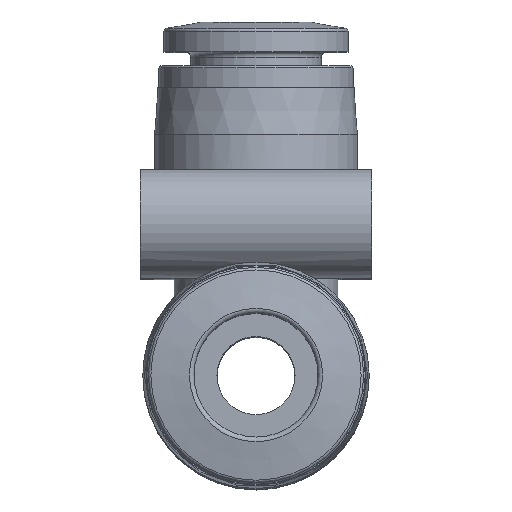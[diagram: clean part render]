
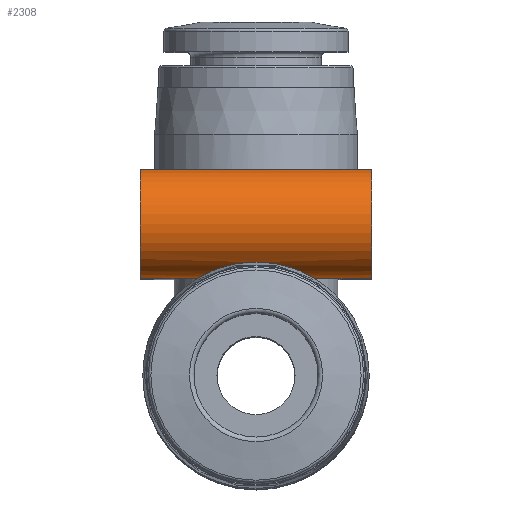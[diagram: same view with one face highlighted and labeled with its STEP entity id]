
A CAD part, top view. The second image highlights one B-rep face of the part: STEP entity #2308.
In plain terms, the highlighted cylindrical face has radius 3.5 mm (diameter 7 mm), a full revolution.
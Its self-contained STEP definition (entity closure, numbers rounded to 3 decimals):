
#129=B_SPLINE_CURVE_WITH_KNOTS('',3,(#3054,#3055,#3056,#3057),
 .UNSPECIFIED.,.F.,.F.,(4,4),(0.,0.003),
 .UNSPECIFIED.);
#132=B_SPLINE_CURVE_WITH_KNOTS('',3,(#3074,#3075,#3076,#3077,#3078,#3079,
#3080,#3081,#3082,#3083,#3084),.UNSPECIFIED.,.F.,.F.,(4,1,1,1,1,1,1,1,4),
(0.004,0.006,0.008,0.009,
0.011,0.012,0.014,0.016,
0.017),.UNSPECIFIED.);
#133=B_SPLINE_CURVE_WITH_KNOTS('',3,(#3097,#3098,#3099,#3100,#3101,#3102,
#3103,#3104,#3105,#3106,#3107),.UNSPECIFIED.,.F.,.F.,(4,1,1,1,1,1,1,1,4),
(0.014,0.016,0.017,0.019,
0.02,0.022,0.023,0.025,
0.026),.UNSPECIFIED.);
#134=B_SPLINE_CURVE_WITH_KNOTS('',3,(#3111,#3112,#3113,#3114),
 .UNSPECIFIED.,.F.,.F.,(4,4),(0.,0.003),
 .UNSPECIFIED.);
#135=B_SPLINE_CURVE_WITH_KNOTS('',3,(#3116,#3117,#3118,#3119),
 .UNSPECIFIED.,.F.,.F.,(4,4),(0.001,0.003),
 .UNSPECIFIED.);
#138=B_SPLINE_CURVE_WITH_KNOTS('',3,(#3133,#3134,#3135,#3136),
 .UNSPECIFIED.,.F.,.F.,(4,4),(0.001,0.003),
 .UNSPECIFIED.);
#515=ORIENTED_EDGE('',*,*,#740,.F.);
#516=ORIENTED_EDGE('',*,*,#741,.T.);
#517=ORIENTED_EDGE('',*,*,#580,.T.);
#518=ORIENTED_EDGE('',*,*,#732,.T.);
#519=ORIENTED_EDGE('',*,*,#594,.T.);
#520=ORIENTED_EDGE('',*,*,#591,.T.);
#521=ORIENTED_EDGE('',*,*,#593,.T.);
#522=ORIENTED_EDGE('',*,*,#733,.F.);
#523=ORIENTED_EDGE('',*,*,#598,.T.);
#524=ORIENTED_EDGE('',*,*,#585,.T.);
#580=EDGE_CURVE('',#765,#766,#129,.T.);
#585=EDGE_CURVE('',#770,#765,#132,.T.);
#591=EDGE_CURVE('',#775,#774,#133,.T.);
#593=EDGE_CURVE('',#774,#777,#134,.T.);
#594=EDGE_CURVE('',#778,#775,#135,.T.);
#598=EDGE_CURVE('',#781,#770,#138,.T.);
#732=EDGE_CURVE('',#766,#778,#988,.F.);
#733=EDGE_CURVE('',#781,#777,#989,.F.);
#740=EDGE_CURVE('',#891,#891,#996,.T.);
#741=EDGE_CURVE('',#892,#892,#997,.T.);
#765=VERTEX_POINT('',#3058);
#766=VERTEX_POINT('',#3059);
#770=VERTEX_POINT('',#3085);
#774=VERTEX_POINT('',#3095);
#775=VERTEX_POINT('',#3096);
#777=VERTEX_POINT('',#3115);
#778=VERTEX_POINT('',#3120);
#781=VERTEX_POINT('',#3137);
#891=VERTEX_POINT('',#3635);
#892=VERTEX_POINT('',#3637);
#988=CIRCLE('',#2504,3.5);
#989=CIRCLE('',#2506,3.5);
#996=CIRCLE('',#2519,3.5);
#997=CIRCLE('',#2520,3.5);
#1162=EDGE_LOOP('',(#515));
#1163=EDGE_LOOP('',(#516));
#1164=EDGE_LOOP('',(#517,#518,#519,#520,#521,#522,#523,#524));
#1358=FACE_BOUND('',#1162,.T.);
#1359=FACE_BOUND('',#1163,.T.);
#1360=FACE_BOUND('',#1164,.T.);
#1436=CYLINDRICAL_SURFACE('',#2518,3.5);
#2308=ADVANCED_FACE('',(#1358,#1359,#1360),#1436,.T.);
#2504=AXIS2_PLACEMENT_3D('',#3615,#2929,#2930);
#2506=AXIS2_PLACEMENT_3D('',#3617,#2933,#2934);
#2518=AXIS2_PLACEMENT_3D('',#3633,#2957,#2958);
#2519=AXIS2_PLACEMENT_3D('',#3634,#2959,#2960);
#2520=AXIS2_PLACEMENT_3D('',#3636,#2961,#2962);
#2929=DIRECTION('',(1.,0.,0.));
#2930=DIRECTION('',(0.,0.,-1.));
#2933=DIRECTION('',(1.,0.,0.));
#2934=DIRECTION('',(0.,0.,-1.));
#2957=DIRECTION('',(1.,0.,0.));
#2958=DIRECTION('',(0.,0.,-1.));
#2959=DIRECTION('',(1.,0.,0.));
#2960=DIRECTION('',(0.,0.,-1.));
#2961=DIRECTION('',(1.,0.,0.));
#2962=DIRECTION('',(0.,0.,-1.));
#3054=CARTESIAN_POINT('',(-3.601,8.65,18.411));
#3055=CARTESIAN_POINT('',(-2.773,8.286,18.526));
#3056=CARTESIAN_POINT('',(-1.91,8.054,18.659));
#3057=CARTESIAN_POINT('',(-1.,7.954,18.717));
#3058=CARTESIAN_POINT('',(-3.601,8.65,18.411));
#3059=CARTESIAN_POINT('',(-1.,7.954,18.717));
#3074=CARTESIAN_POINT('',(3.601,8.65,18.411));
#3075=CARTESIAN_POINT('',(3.825,9.123,18.263));
#3076=CARTESIAN_POINT('',(3.955,10.294,18.162));
#3077=CARTESIAN_POINT('',(3.077,11.675,18.782));
#3078=CARTESIAN_POINT('',(1.628,12.272,19.363));
#3079=CARTESIAN_POINT('',(-0.002,12.435,19.568));
#3080=CARTESIAN_POINT('',(-1.628,12.272,19.363));
#3081=CARTESIAN_POINT('',(-3.077,11.675,18.782));
#3082=CARTESIAN_POINT('',(-3.952,10.299,18.164));
#3083=CARTESIAN_POINT('',(-3.828,9.13,18.26));
#3084=CARTESIAN_POINT('',(-3.601,8.65,18.411));
#3085=CARTESIAN_POINT('',(3.601,8.65,18.411));
#3095=CARTESIAN_POINT('',(3.557,6.318,20.85));
#3096=CARTESIAN_POINT('',(-3.557,6.318,20.85));
#3097=CARTESIAN_POINT('',(-3.557,6.318,20.85));
#3098=CARTESIAN_POINT('',(-3.769,6.198,21.3));
#3099=CARTESIAN_POINT('',(-3.856,6.145,22.408));
#3100=CARTESIAN_POINT('',(-2.907,6.687,23.621));
#3101=CARTESIAN_POINT('',(-1.521,7.143,24.149));
#3102=CARTESIAN_POINT('',(0.009,7.304,24.3));
#3103=CARTESIAN_POINT('',(1.519,7.143,24.149));
#3104=CARTESIAN_POINT('',(2.912,6.686,23.619));
#3105=CARTESIAN_POINT('',(3.855,6.145,22.408));
#3106=CARTESIAN_POINT('',(3.768,6.198,21.298));
#3107=CARTESIAN_POINT('',(3.557,6.318,20.85));
#3111=CARTESIAN_POINT('',(3.557,6.318,20.85));
#3112=CARTESIAN_POINT('',(2.736,6.405,20.523));
#3113=CARTESIAN_POINT('',(1.885,6.506,20.316));
#3114=CARTESIAN_POINT('',(1.,6.55,20.225));
#3115=CARTESIAN_POINT('',(1.,6.55,20.225));
#3116=CARTESIAN_POINT('',(-1.,6.55,20.225));
#3117=CARTESIAN_POINT('',(-1.878,6.506,20.315));
#3118=CARTESIAN_POINT('',(-2.733,6.405,20.522));
#3119=CARTESIAN_POINT('',(-3.557,6.318,20.85));
#3120=CARTESIAN_POINT('',(-1.,6.55,20.225));
#3133=CARTESIAN_POINT('',(1.,7.954,18.717));
#3134=CARTESIAN_POINT('',(1.9,8.053,18.66));
#3135=CARTESIAN_POINT('',(2.772,8.286,18.526));
#3136=CARTESIAN_POINT('',(3.601,8.65,18.411));
#3137=CARTESIAN_POINT('',(1.,7.954,18.717));
#3615=CARTESIAN_POINT('',(-1.,9.7,21.75));
#3617=CARTESIAN_POINT('',(1.,9.7,21.75));
#3633=CARTESIAN_POINT('',(7.4,9.7,21.75));
#3634=CARTESIAN_POINT('',(7.4,9.7,21.75));
#3635=CARTESIAN_POINT('',(7.4,9.7,18.25));
#3636=CARTESIAN_POINT('',(-7.4,9.7,21.75));
#3637=CARTESIAN_POINT('',(-7.4,9.7,18.25));
